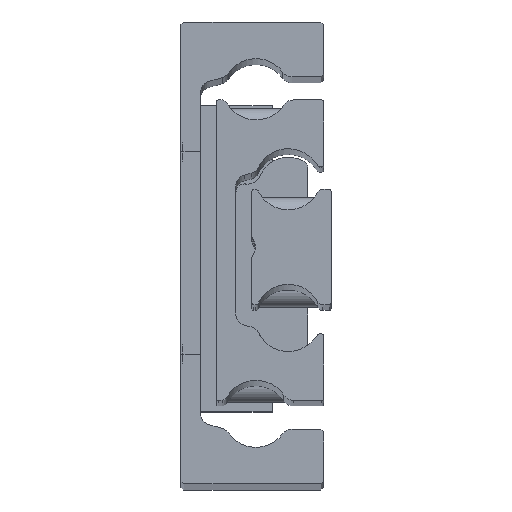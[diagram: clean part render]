
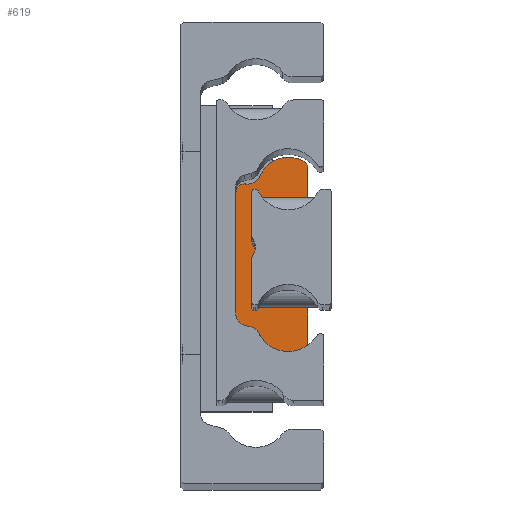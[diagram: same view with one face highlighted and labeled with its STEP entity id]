
A CAD part, top view. The second image highlights one B-rep face of the part: STEP entity #619.
In plain terms, the highlighted planar face has unit normal (0, 0, 1).
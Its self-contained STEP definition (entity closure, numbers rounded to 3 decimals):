
#98 = DIRECTION ( 'NONE',  ( -1., 0., 0. ) ) ;
#106 = CARTESIAN_POINT ( 'NONE',  ( 10.926, -11., 7.5 ) ) ;
#108 = CARTESIAN_POINT ( 'NONE',  ( 15.319, -1., 7.5 ) ) ;
#258 = VERTEX_POINT ( 'NONE', #3170 ) ;
#329 = LINE ( 'NONE', #5281, #6708 ) ;
#376 = AXIS2_PLACEMENT_3D ( 'NONE', #4505, #2682, #98 ) ;
#506 = ORIENTED_EDGE ( 'NONE', *, *, #5594, .T. ) ;
#594 = CARTESIAN_POINT ( 'NONE',  ( -11.751, -3.4, 7.5 ) ) ;
#619 = ADVANCED_FACE ( 'NONE', ( #7001 ), #6270, .T. ) ;
#634 = DIRECTION ( 'NONE',  ( -1., 0., 0. ) ) ;
#665 = EDGE_CURVE ( 'NONE', #4236, #6148, #2249, .T. ) ;
#686 = VERTEX_POINT ( 'NONE', #3225 ) ;
#689 = CIRCLE ( 'NONE', #5097, 1. ) ;
#797 = CARTESIAN_POINT ( 'NONE',  ( -12.426, -11., 7.5 ) ) ;
#808 = EDGE_CURVE ( 'NONE', #686, #2867, #2973, .T. ) ;
#886 = AXIS2_PLACEMENT_3D ( 'NONE', #6632, #3576, #6549 ) ;
#1107 = EDGE_CURVE ( 'NONE', #2082, #5914, #329, .T. ) ;
#1226 = VERTEX_POINT ( 'NONE', #6033 ) ;
#1317 = CIRCLE ( 'NONE', #376, 1.5 ) ;
#1364 = CARTESIAN_POINT ( 'NONE',  ( 14.899, -10.536, 7.5 ) ) ;
#1501 = CARTESIAN_POINT ( 'NONE',  ( -15.319, -1., 7.5 ) ) ;
#1503 = AXIS2_PLACEMENT_3D ( 'NONE', #106, #1876, #3784 ) ;
#1508 = AXIS2_PLACEMENT_3D ( 'NONE', #4544, #2143, #5654 ) ;
#1643 = CARTESIAN_POINT ( 'NONE',  ( -10.926, -11., 7.5 ) ) ;
#1660 = EDGE_CURVE ( 'NONE', #7441, #686, #4518, .T. ) ;
#1674 = DIRECTION ( 'NONE',  ( -1., 0., 0. ) ) ;
#1702 = VECTOR ( 'NONE', #1966, 1000. ) ;
#1770 = VERTEX_POINT ( 'NONE', #2643 ) ;
#1781 = DIRECTION ( 'NONE',  ( 0., 0., -1. ) ) ;
#1876 = DIRECTION ( 'NONE',  ( 0., 0., 1. ) ) ;
#1916 = ORIENTED_EDGE ( 'NONE', *, *, #1921, .T. ) ;
#1921 = EDGE_CURVE ( 'NONE', #4430, #4236, #6832, .T. ) ;
#1942 = EDGE_LOOP ( 'NONE', ( #1916, #5859, #4797, #7916, #3642, #2320, #7004, #2861, #7451, #5166, #506, #5850, #3323 ) ) ;
#1966 = DIRECTION ( 'NONE',  ( 1., 0., 0. ) ) ;
#2082 = VERTEX_POINT ( 'NONE', #4860 ) ;
#2143 = DIRECTION ( 'NONE',  ( 0., 0., 1. ) ) ;
#2209 = CARTESIAN_POINT ( 'NONE',  ( 16.149, -0.442, 7.5 ) ) ;
#2249 = CIRCLE ( 'NONE', #3302, 2.5 ) ;
#2310 = DIRECTION ( 'NONE',  ( 0., 0., 1. ) ) ;
#2317 = AXIS2_PLACEMENT_3D ( 'NONE', #5332, #4676, #1674 ) ;
#2320 = ORIENTED_EDGE ( 'NONE', *, *, #2551, .F. ) ;
#2551 = EDGE_CURVE ( 'NONE', #7441, #5914, #5679, .T. ) ;
#2643 = CARTESIAN_POINT ( 'NONE',  ( -12.416, -10.826, 7.5 ) ) ;
#2648 = DIRECTION ( 'NONE',  ( -1., 0., 0. ) ) ;
#2682 = DIRECTION ( 'NONE',  ( 0., 0., 1. ) ) ;
#2856 = AXIS2_PLACEMENT_3D ( 'NONE', #1501, #6408, #3879 ) ;
#2861 = ORIENTED_EDGE ( 'NONE', *, *, #808, .T. ) ;
#2867 = VERTEX_POINT ( 'NONE', #7523 ) ;
#2914 = DIRECTION ( 'NONE',  ( -1., 0., 0. ) ) ;
#2973 = CIRCLE ( 'NONE', #2317, 5.3 ) ;
#3170 = CARTESIAN_POINT ( 'NONE',  ( 10.926, -12.5, 7.5 ) ) ;
#3225 = CARTESIAN_POINT ( 'NONE',  ( -17.051, -3.4, 7.5 ) ) ;
#3253 = EDGE_CURVE ( 'NONE', #1770, #7819, #1317, .T. ) ;
#3302 = AXIS2_PLACEMENT_3D ( 'NONE', #1364, #7639, #2648 ) ;
#3323 = ORIENTED_EDGE ( 'NONE', *, *, #7305, .T. ) ;
#3541 = DIRECTION ( 'NONE',  ( 0., 0., 1. ) ) ;
#3576 = DIRECTION ( 'NONE',  ( 0., 0., -1. ) ) ;
#3642 = ORIENTED_EDGE ( 'NONE', *, *, #1107, .T. ) ;
#3784 = DIRECTION ( 'NONE',  ( -1., 0., 0. ) ) ;
#3879 = DIRECTION ( 'NONE',  ( -1., 0., 0. ) ) ;
#3933 = CIRCLE ( 'NONE', #7255, 1.5 ) ;
#4028 = CARTESIAN_POINT ( 'NONE',  ( -16.149, -0.442, 7.5 ) ) ;
#4113 = DIRECTION ( 'NONE',  ( -1., 0., 0. ) ) ;
#4236 = VERTEX_POINT ( 'NONE', #7805 ) ;
#4430 = VERTEX_POINT ( 'NONE', #7512 ) ;
#4473 = CIRCLE ( 'NONE', #1508, 5.3 ) ;
#4505 = CARTESIAN_POINT ( 'NONE',  ( -10.926, -11., 7.5 ) ) ;
#4518 = CIRCLE ( 'NONE', #7727, 5.3 ) ;
#4544 = CARTESIAN_POINT ( 'NONE',  ( 11.751, -3.4, 7.5 ) ) ;
#4675 = CARTESIAN_POINT ( 'NONE',  ( 15.319, -1., 7.5 ) ) ;
#4676 = DIRECTION ( 'NONE',  ( 0., 0., 1. ) ) ;
#4761 = EDGE_CURVE ( 'NONE', #2867, #1770, #5936, .T. ) ;
#4797 = ORIENTED_EDGE ( 'NONE', *, *, #7860, .T. ) ;
#4860 = CARTESIAN_POINT ( 'NONE',  ( 15.319, 0., 7.5 ) ) ;
#4868 = EDGE_CURVE ( 'NONE', #1226, #258, #7377, .T. ) ;
#4976 = CARTESIAN_POINT ( 'NONE',  ( -14.899, -10.536, 7.5 ) ) ;
#5097 = AXIS2_PLACEMENT_3D ( 'NONE', #4675, #3541, #7271 ) ;
#5112 = VERTEX_POINT ( 'NONE', #2209 ) ;
#5166 = ORIENTED_EDGE ( 'NONE', *, *, #3253, .T. ) ;
#5281 = CARTESIAN_POINT ( 'NONE',  ( 15.319, 0., 7.5 ) ) ;
#5332 = CARTESIAN_POINT ( 'NONE',  ( -11.751, -3.4, 7.5 ) ) ;
#5463 = AXIS2_PLACEMENT_3D ( 'NONE', #108, #6921, #5661 ) ;
#5502 = DIRECTION ( 'NONE',  ( 0., 0., 1. ) ) ;
#5594 = EDGE_CURVE ( 'NONE', #7819, #1226, #3933, .T. ) ;
#5654 = DIRECTION ( 'NONE',  ( -1., 0., 0. ) ) ;
#5661 = DIRECTION ( 'NONE',  ( 1., 0., 0. ) ) ;
#5679 = CIRCLE ( 'NONE', #2856, 1. ) ;
#5850 = ORIENTED_EDGE ( 'NONE', *, *, #4868, .T. ) ;
#5856 = CIRCLE ( 'NONE', #1503, 1.5 ) ;
#5859 = ORIENTED_EDGE ( 'NONE', *, *, #665, .T. ) ;
#5914 = VERTEX_POINT ( 'NONE', #6584 ) ;
#5936 = CIRCLE ( 'NONE', #7369, 2.5 ) ;
#6033 = CARTESIAN_POINT ( 'NONE',  ( -10.926, -12.5, 7.5 ) ) ;
#6148 = VERTEX_POINT ( 'NONE', #6838 ) ;
#6270 = PLANE ( 'NONE',  #5463 ) ;
#6408 = DIRECTION ( 'NONE',  ( 0., 0., -1. ) ) ;
#6549 = DIRECTION ( 'NONE',  ( -1., 0., 0. ) ) ;
#6584 = CARTESIAN_POINT ( 'NONE',  ( -15.319, 0., 7.5 ) ) ;
#6632 = CARTESIAN_POINT ( 'NONE',  ( 14.899, -10.536, 7.5 ) ) ;
#6708 = VECTOR ( 'NONE', #2914, 1000. ) ;
#6781 = CARTESIAN_POINT ( 'NONE',  ( 15.319, -12.5, 7.5 ) ) ;
#6832 = CIRCLE ( 'NONE', #886, 2.5 ) ;
#6838 = CARTESIAN_POINT ( 'NONE',  ( 13.89, -8.249, 7.5 ) ) ;
#6921 = DIRECTION ( 'NONE',  ( 0., 0., 1. ) ) ;
#7001 = FACE_OUTER_BOUND ( 'NONE', #1942, .T. ) ;
#7004 = ORIENTED_EDGE ( 'NONE', *, *, #1660, .T. ) ;
#7255 = AXIS2_PLACEMENT_3D ( 'NONE', #1643, #2310, #4113 ) ;
#7271 = DIRECTION ( 'NONE',  ( -1., 0., 0. ) ) ;
#7305 = EDGE_CURVE ( 'NONE', #258, #4430, #5856, .T. ) ;
#7369 = AXIS2_PLACEMENT_3D ( 'NONE', #4976, #1781, #7984 ) ;
#7377 = LINE ( 'NONE', #6781, #1702 ) ;
#7441 = VERTEX_POINT ( 'NONE', #4028 ) ;
#7451 = ORIENTED_EDGE ( 'NONE', *, *, #4761, .T. ) ;
#7512 = CARTESIAN_POINT ( 'NONE',  ( 12.416, -10.826, 7.5 ) ) ;
#7523 = CARTESIAN_POINT ( 'NONE',  ( -13.89, -8.249, 7.5 ) ) ;
#7554 = EDGE_CURVE ( 'NONE', #5112, #2082, #689, .T. ) ;
#7639 = DIRECTION ( 'NONE',  ( 0., 0., -1. ) ) ;
#7727 = AXIS2_PLACEMENT_3D ( 'NONE', #594, #5502, #634 ) ;
#7805 = CARTESIAN_POINT ( 'NONE',  ( 12.399, -10.536, 7.5 ) ) ;
#7819 = VERTEX_POINT ( 'NONE', #797 ) ;
#7860 = EDGE_CURVE ( 'NONE', #6148, #5112, #4473, .T. ) ;
#7916 = ORIENTED_EDGE ( 'NONE', *, *, #7554, .T. ) ;
#7984 = DIRECTION ( 'NONE',  ( -1., 0., 0. ) ) ;
